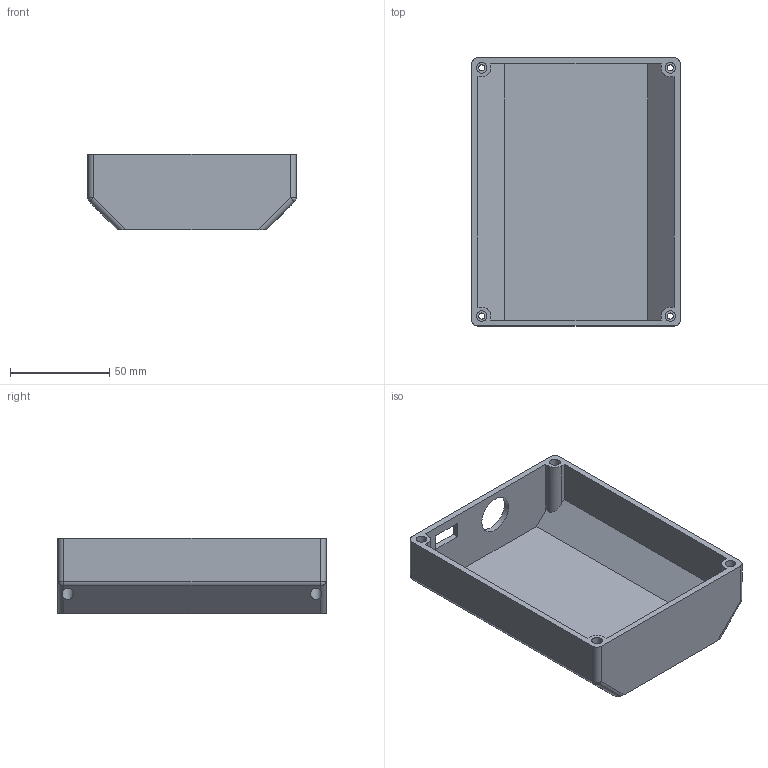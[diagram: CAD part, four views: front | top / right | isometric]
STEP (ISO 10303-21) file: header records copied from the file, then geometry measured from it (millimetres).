
FILE_DESCRIPTION(/* description */ (''),/* implementation_level */ '2;1');
FILE_NAME(/* name */ 'Mining Controller Case MKI v16.step',/* time_stamp */ '2024-03-08T08:29:38+01:00',/* author */ (''),/* organization */ (''),/* preprocessor_version */ 'ST-DEVELOPER v20',/* originating_system */ 'Autodesk Translation Framework v12.20.1.177',/* authorisation */ '');
FILE_SCHEMA (('AUTOMOTIVE_DESIGN { 1 0 10303 214 3 1 1 }'));
Length unit declared in the file: millimetre
Products named in the file (1): Case MKI
Bounding box: 105 x 135 x 38 mm (x, y, z)
Volume: 83888.1 mm3; surface area: 58062.5 mm2
Topology: 1 solids, 1 shells, 110 faces, 289 edges, 182 vertices
Faces by surface type: plane 79, cylinder 27, sphere 4
Full cylindrical faces by diameter (mm): 3.1 x4, 5.3 x4, 5.7 x4, 19.1 x1
Entity records: 3449 total; most frequent: CARTESIAN_POINT 619, DIRECTION 593, ORIENTED_EDGE 578, EDGE_CURVE 289, LINE 199, VECTOR 199, AXIS2_PLACEMENT_3D 197, VERTEX_POINT 182
